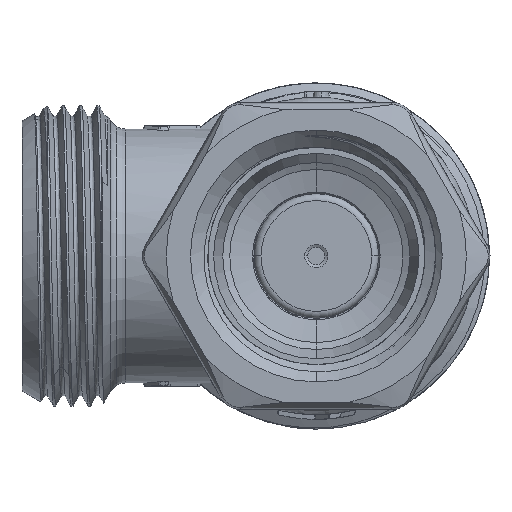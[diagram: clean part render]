
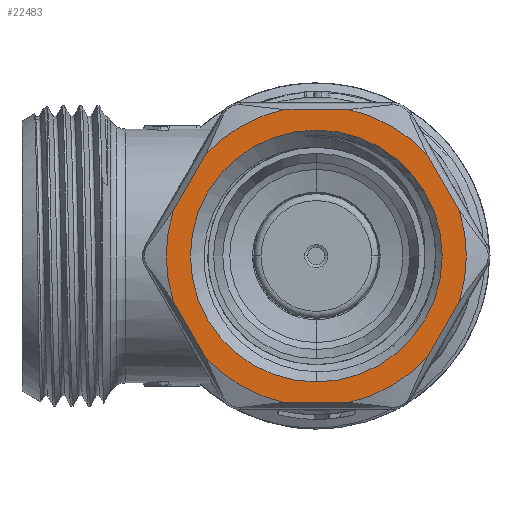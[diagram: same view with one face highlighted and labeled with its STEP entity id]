
A CAD part, front view. The second image highlights one B-rep face of the part: STEP entity #22483.
In plain terms, the highlighted planar face has unit normal (0, -1, 0).
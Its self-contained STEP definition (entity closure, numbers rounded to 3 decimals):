
#2776=CARTESIAN_POINT('',(2.81,-24.85,
-12.693));
#2777=CARTESIAN_POINT('',(2.179,-24.85,
-12.695));
#2778=CARTESIAN_POINT('',(0.922,-24.85,
-12.699));
#2779=CARTESIAN_POINT('',(-0.922,-24.85,
-12.699));
#2780=CARTESIAN_POINT('',(-2.179,-24.85,
-12.695));
#2781=CARTESIAN_POINT('',(-2.81,-24.85,
-12.693));
#2960=CARTESIAN_POINT('',(-2.81,-24.85,
12.693));
#2961=CARTESIAN_POINT('',(-2.179,-24.85,
12.695));
#2962=CARTESIAN_POINT('',(-0.922,-24.85,
12.699));
#2963=CARTESIAN_POINT('',(0.922,-24.85,
12.699));
#2964=CARTESIAN_POINT('',(2.179,-24.85,12.695));
#2965=CARTESIAN_POINT('',(2.81,-24.85,12.693));
#3006=CARTESIAN_POINT('',(0.,-24.85,0.));
#3007=DIRECTION('',(0.,-1.,0.));
#3008=DIRECTION('',(-0.954,0.,0.301));
#3009=AXIS2_PLACEMENT_3D('',#3006,#3007,#3008);
#3011=CARTESIAN_POINT('',(-9.587,-24.85,
8.78));
#3012=CARTESIAN_POINT('',(-9.905,-24.85,
8.235));
#3013=CARTESIAN_POINT('',(-10.537,-24.85,
7.148));
#3014=CARTESIAN_POINT('',(-11.459,-24.85,
5.551));
#3015=CARTESIAN_POINT('',(-12.084,-24.85,
4.46));
#3016=CARTESIAN_POINT('',(-12.397,-24.85,
3.913));
#3018=CARTESIAN_POINT('',(0.,-24.85,0.));
#3019=DIRECTION('',(0.,-1.,0.));
#3020=DIRECTION('',(-0.216,0.,0.976));
#3021=AXIS2_PLACEMENT_3D('',#3018,#3019,#3020);
#3023=CARTESIAN_POINT('',(0.,-24.85,0.));
#3024=DIRECTION('',(0.,-1.,0.));
#3025=DIRECTION('',(0.737,0.,0.675));
#3026=AXIS2_PLACEMENT_3D('',#3023,#3024,#3025);
#3028=CARTESIAN_POINT('',(12.397,-24.85,3.913));
#3029=CARTESIAN_POINT('',(12.084,-24.85,4.46));
#3030=CARTESIAN_POINT('',(11.459,-24.85,5.551));
#3031=CARTESIAN_POINT('',(10.537,-24.85,7.148));
#3032=CARTESIAN_POINT('',(9.905,-24.85,8.235));
#3033=CARTESIAN_POINT('',(9.587,-24.85,8.78));
#3035=CARTESIAN_POINT('',(0.,-24.85,0.));
#3036=DIRECTION('',(0.,-1.,0.));
#3037=DIRECTION('',(0.954,0.,-0.301));
#3038=AXIS2_PLACEMENT_3D('',#3035,#3036,#3037);
#3040=CARTESIAN_POINT('',(9.587,-24.85,
-8.78));
#3041=CARTESIAN_POINT('',(9.905,-24.85,
-8.235));
#3042=CARTESIAN_POINT('',(10.537,-24.85,
-7.148));
#3043=CARTESIAN_POINT('',(11.459,-24.85,
-5.551));
#3044=CARTESIAN_POINT('',(12.084,-24.85,
-4.46));
#3045=CARTESIAN_POINT('',(12.397,-24.85,
-3.913));
#3047=CARTESIAN_POINT('',(0.,-24.85,0.));
#3048=DIRECTION('',(0.,-1.,0.));
#3049=DIRECTION('',(0.216,0.,-0.976));
#3050=AXIS2_PLACEMENT_3D('',#3047,#3048,#3049);
#3052=CARTESIAN_POINT('',(0.,-24.85,0.));
#3053=DIRECTION('',(0.,-1.,0.));
#3054=DIRECTION('',(-0.737,0.,-0.675));
#3055=AXIS2_PLACEMENT_3D('',#3052,#3053,#3054);
#3057=CARTESIAN_POINT('',(-12.397,-24.85,
-3.913));
#3058=CARTESIAN_POINT('',(-12.084,-24.85,
-4.46));
#3059=CARTESIAN_POINT('',(-11.459,-24.85,
-5.551));
#3060=CARTESIAN_POINT('',(-10.537,-24.85,
-7.148));
#3061=CARTESIAN_POINT('',(-9.905,-24.85,
-8.235));
#3062=CARTESIAN_POINT('',(-9.587,-24.85,
-8.78));
#3064=CARTESIAN_POINT('',(0.,-24.85,0.));
#3065=DIRECTION('',(0.,1.,0.));
#3066=DIRECTION('',(0.,0.,1.));
#3067=AXIS2_PLACEMENT_3D('',#3064,#3065,#3066);
#3069=CARTESIAN_POINT('',(0.,-24.85,0.));
#3070=DIRECTION('',(0.,1.,0.));
#3071=DIRECTION('',(0.,0.,-1.));
#3072=AXIS2_PLACEMENT_3D('',#3069,#3070,#3071);
#3125=CARTESIAN_POINT('',(9.587,-24.85,8.78));
#3158=CARTESIAN_POINT('',(9.587,-24.85,
-8.78));
#3160=CARTESIAN_POINT('',(-9.587,-24.85,
-8.78));
#3172=CARTESIAN_POINT('',(-2.81,-24.85,
-12.693));
#15857=VERTEX_POINT('',#3160);
#15858=VERTEX_POINT('',#3057);
#15879=VERTEX_POINT('',#3158);
#15880=CARTESIAN_POINT('',(2.81,-24.85,-12.693));
#15881=VERTEX_POINT('',#15880);
#15904=CARTESIAN_POINT('',(-2.81,-24.85,12.693));
#15905=CARTESIAN_POINT('',(-9.587,-24.85,8.78));
#15906=VERTEX_POINT('',#15904);
#15907=VERTEX_POINT('',#15905);
#16014=CARTESIAN_POINT('',(-12.397,-24.85,3.913));
#16015=VERTEX_POINT('',#16014);
#16072=VERTEX_POINT('',#2965);
#16073=VERTEX_POINT('',#3125);
#16074=VERTEX_POINT('',#3028);
#16094=VERTEX_POINT('',#3172);
#16175=CARTESIAN_POINT('',(12.397,-24.85,-3.913));
#16176=VERTEX_POINT('',#16175);
#16752=CARTESIAN_POINT('',(0.,-24.85,-10.913));
#16753=CARTESIAN_POINT('',(0.,-24.85,10.913));
#16754=VERTEX_POINT('',#16752);
#16755=VERTEX_POINT('',#16753);
#22452=CARTESIAN_POINT('',(13.,-24.85,0.));
#22453=DIRECTION('',(0.,-1.,0.));
#22454=DIRECTION('',(0.,0.,1.));
#22455=AXIS2_PLACEMENT_3D('',#22452,#22453,#22454);
#22456=PLANE('',#22455);
#22458=ORIENTED_EDGE('',*,*,#22457,.F.);
#22460=ORIENTED_EDGE('',*,*,#22459,.F.);
#22461=ORIENTED_EDGE('',*,*,#22443,.F.);
#22462=ORIENTED_EDGE('',*,*,#22417,.T.);
#22464=ORIENTED_EDGE('',*,*,#22463,.F.);
#22465=ORIENTED_EDGE('',*,*,#22064,.F.);
#22467=ORIENTED_EDGE('',*,*,#22466,.F.);
#22468=ORIENTED_EDGE('',*,*,#22137,.F.);
#22470=ORIENTED_EDGE('',*,*,#22469,.F.);
#22471=ORIENTED_EDGE('',*,*,#22210,.T.);
#22473=ORIENTED_EDGE('',*,*,#22472,.F.);
#22474=ORIENTED_EDGE('',*,*,#22284,.F.);
#22475=EDGE_LOOP('',(#22458,#22460,#22461,#22462,#22464,#22465,#22467,#22468,
#22470,#22471,#22473,#22474));
#22476=FACE_OUTER_BOUND('',#22475,.F.);
#22478=ORIENTED_EDGE('',*,*,#22477,.F.);
#22480=ORIENTED_EDGE('',*,*,#22479,.F.);
#22481=EDGE_LOOP('',(#22478,#22480));
#22482=FACE_BOUND('',#22481,.F.);
#22483=ADVANCED_FACE('',(#22476,#22482),#22456,.T.);
#2782=B_SPLINE_CURVE_WITH_KNOTS('',3,(#2776,#2777,#2778,#2779,#2780,#2781),
.UNSPECIFIED.,.F.,.F.,(4,1,1,4),(0.,0.333,0.667,1.),
.UNSPECIFIED.);
#2966=B_SPLINE_CURVE_WITH_KNOTS('',3,(#2960,#2961,#2962,#2963,#2964,#2965),
.UNSPECIFIED.,.F.,.F.,(4,1,1,4),(0.,0.333,0.667,1.),
.UNSPECIFIED.);
#3010=CIRCLE('',#3009,13.);
#3017=B_SPLINE_CURVE_WITH_KNOTS('',3,(#3011,#3012,#3013,#3014,#3015,#3016),
.UNSPECIFIED.,.F.,.F.,(4,1,1,4),(0.,0.333,0.667,1.),
.UNSPECIFIED.);
#3022=CIRCLE('',#3021,13.);
#3027=CIRCLE('',#3026,13.);
#3034=B_SPLINE_CURVE_WITH_KNOTS('',3,(#3028,#3029,#3030,#3031,#3032,#3033),
.UNSPECIFIED.,.F.,.F.,(4,1,1,4),(0.,0.333,0.667,1.),
.UNSPECIFIED.);
#3039=CIRCLE('',#3038,13.);
#3046=B_SPLINE_CURVE_WITH_KNOTS('',3,(#3040,#3041,#3042,#3043,#3044,#3045),
.UNSPECIFIED.,.F.,.F.,(4,1,1,4),(0.,0.333,0.667,1.),
.UNSPECIFIED.);
#3051=CIRCLE('',#3050,13.);
#3056=CIRCLE('',#3055,13.);
#3063=B_SPLINE_CURVE_WITH_KNOTS('',3,(#3057,#3058,#3059,#3060,#3061,#3062),
.UNSPECIFIED.,.F.,.F.,(4,1,1,4),(0.,0.333,0.667,1.),
.UNSPECIFIED.);
#3068=CIRCLE('',#3067,10.913);
#3073=CIRCLE('',#3072,10.913);
#22064=EDGE_CURVE('',#16074,#16073,#3034,.T.);
#22137=EDGE_CURVE('',#15879,#16176,#3046,.T.);
#22210=EDGE_CURVE('',#15881,#16094,#2782,.T.);
#22284=EDGE_CURVE('',#15858,#15857,#3063,.T.);
#22417=EDGE_CURVE('',#15906,#16072,#2966,.T.);
#22443=EDGE_CURVE('',#15906,#15907,#3022,.T.);
#22457=EDGE_CURVE('',#16015,#15858,#3010,.T.);
#22459=EDGE_CURVE('',#15907,#16015,#3017,.T.);
#22463=EDGE_CURVE('',#16073,#16072,#3027,.T.);
#22466=EDGE_CURVE('',#16176,#16074,#3039,.T.);
#22469=EDGE_CURVE('',#15881,#15879,#3051,.T.);
#22472=EDGE_CURVE('',#15857,#16094,#3056,.T.);
#22477=EDGE_CURVE('',#16755,#16754,#3068,.T.);
#22479=EDGE_CURVE('',#16754,#16755,#3073,.T.);
